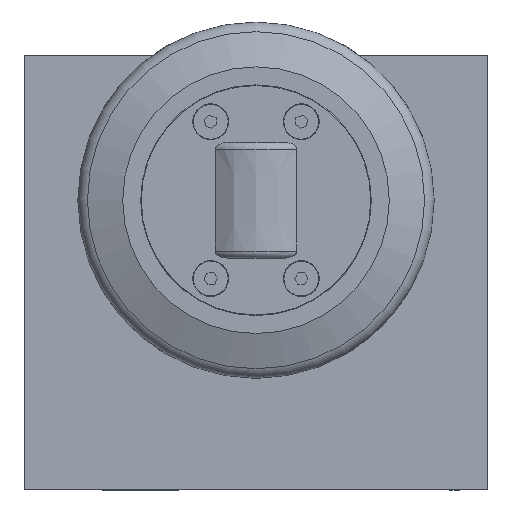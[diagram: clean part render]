
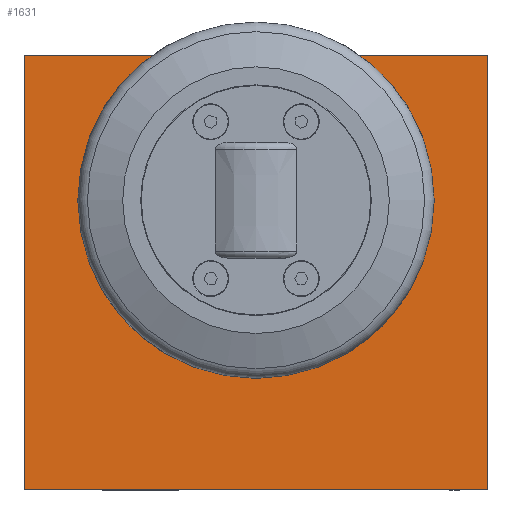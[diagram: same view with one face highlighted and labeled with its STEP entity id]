
A CAD part, front view. The second image highlights one B-rep face of the part: STEP entity #1631.
In plain terms, the highlighted planar face has unit normal (0, -1, 0).
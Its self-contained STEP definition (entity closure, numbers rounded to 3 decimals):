
#56=FACE_BOUND('',#284,.T.);
#111=CIRCLE('',#1774,39.5);
#188=FACE_OUTER_BOUND('',#283,.T.);
#283=EDGE_LOOP('',(#1233,#1234,#1235,#1236));
#284=EDGE_LOOP('',(#1237));
#418=LINE('',#2593,#571);
#419=LINE('',#2595,#572);
#420=LINE('',#2597,#573);
#421=LINE('',#2598,#574);
#571=VECTOR('',#2082,10.);
#572=VECTOR('',#2083,10.);
#573=VECTOR('',#2084,10.);
#574=VECTOR('',#2085,10.);
#731=VERTEX_POINT('',#2582);
#734=VERTEX_POINT('',#2591);
#735=VERTEX_POINT('',#2592);
#736=VERTEX_POINT('',#2594);
#737=VERTEX_POINT('',#2596);
#923=EDGE_CURVE('',#731,#731,#111,.T.);
#926=EDGE_CURVE('',#734,#735,#418,.T.);
#927=EDGE_CURVE('',#736,#735,#419,.T.);
#928=EDGE_CURVE('',#737,#736,#420,.T.);
#929=EDGE_CURVE('',#737,#734,#421,.T.);
#1233=ORIENTED_EDGE('',*,*,#926,.T.);
#1234=ORIENTED_EDGE('',*,*,#927,.F.);
#1235=ORIENTED_EDGE('',*,*,#928,.F.);
#1236=ORIENTED_EDGE('',*,*,#929,.T.);
#1237=ORIENTED_EDGE('',*,*,#923,.T.);
#1560=PLANE('',#1778);
#1631=ADVANCED_FACE('',(#188,#56),#1560,.T.);
#1774=AXIS2_PLACEMENT_3D('',#2584,#2072,#2073);
#1778=AXIS2_PLACEMENT_3D('',#2590,#2080,#2081);
#2072=DIRECTION('center_axis',(0.,1.,0.));
#2073=DIRECTION('ref_axis',(0.,0.,
1.));
#2080=DIRECTION('center_axis',(0.,-1.,0.));
#2081=DIRECTION('ref_axis',(0.,0.,-1.));
#2082=DIRECTION('',(0.,0.,1.));
#2083=DIRECTION('',(1.,0.,0.));
#2084=DIRECTION('',(0.,0.,1.));
#2085=DIRECTION('',(1.,0.,0.));
#2582=CARTESIAN_POINT('',(80.,0.,60.5));
#2584=CARTESIAN_POINT('Origin',(80.,0.,100.));
#2590=CARTESIAN_POINT('Origin',(0.,0.,0.));
#2591=CARTESIAN_POINT('',(160.,0.,0.));
#2592=CARTESIAN_POINT('',(160.,0.,150.));
#2593=CARTESIAN_POINT('',(160.,0.,0.));
#2594=CARTESIAN_POINT('',(0.,0.,150.));
#2595=CARTESIAN_POINT('',(0.,0.,150.));
#2596=CARTESIAN_POINT('',(0.,0.,0.));
#2597=CARTESIAN_POINT('',(0.,0.,0.));
#2598=CARTESIAN_POINT('',(0.,0.,0.));
